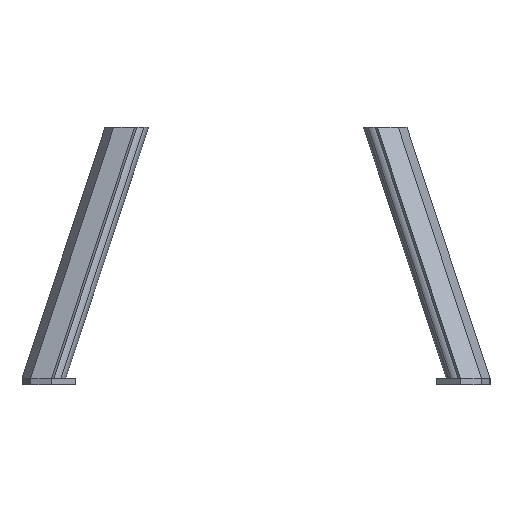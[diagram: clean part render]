
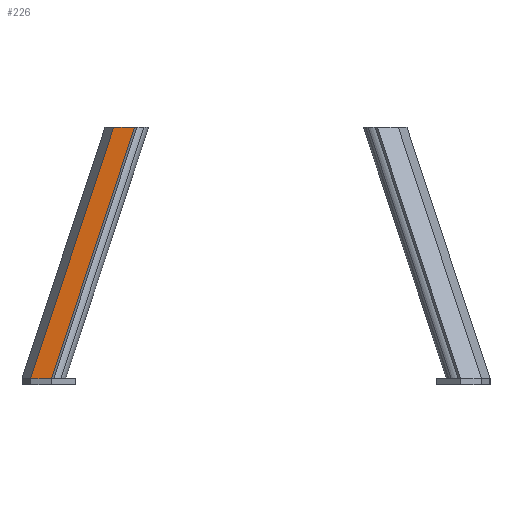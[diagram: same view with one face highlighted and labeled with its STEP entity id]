
A CAD part, left-side view. The second image highlights one B-rep face of the part: STEP entity #226.
In plain terms, the highlighted face is planar.
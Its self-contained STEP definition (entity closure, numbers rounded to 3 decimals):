
#62 = CARTESIAN_POINT ( 'NONE',  ( 1.055, 0., 10.387 ) ) ;
#136 = VECTOR ( 'NONE', #409, 1000. ) ;
#161 = VECTOR ( 'NONE', #236, 1000. ) ;
#221 = CARTESIAN_POINT ( 'NONE',  ( 1.055, 0., 10.387 ) ) ;
#226 = ADVANCED_FACE ( 'NONE', ( #323 ), #615, .F. ) ;
#229 = VERTEX_POINT ( 'NONE', #914 ) ;
#236 = DIRECTION ( 'NONE',  ( 0.383, 0., 0.924 ) ) ;
#283 = EDGE_CURVE ( 'NONE', #845, #686, #889, .T. ) ;
#323 = FACE_OUTER_BOUND ( 'NONE', #1158, .T. ) ;
#409 = DIRECTION ( 'NONE',  ( -0.423, -0.906, 0. ) ) ;
#485 = LINE ( 'NONE', #682, #1022 ) ;
#509 = CARTESIAN_POINT ( 'NONE',  ( -57.233, -125., 10.387 ) ) ;
#513 = DIRECTION ( 'NONE',  ( 0.848, -0.396, -0.351 ) ) ;
#603 = ORIENTED_EDGE ( 'NONE', *, *, #823, .F. ) ;
#615 = PLANE ( 'NONE',  #994 ) ;
#634 = ORIENTED_EDGE ( 'NONE', *, *, #1191, .T. ) ;
#656 = LINE ( 'NONE', #753, #1072 ) ;
#682 = CARTESIAN_POINT ( 'NONE',  ( -57.233, -125., 10.387 ) ) ;
#686 = VERTEX_POINT ( 'NONE', #509 ) ;
#712 = CARTESIAN_POINT ( 'NONE',  ( -61.536, -125., 0. ) ) ;
#753 = CARTESIAN_POINT ( 'NONE',  ( -3.247, 0., 0. ) ) ;
#800 = DIRECTION ( 'NONE',  ( 0.423, 0.906, 0. ) ) ;
#808 = VERTEX_POINT ( 'NONE', #712 ) ;
#813 = CARTESIAN_POINT ( 'NONE',  ( 1.055, 0., 10.387 ) ) ;
#823 = EDGE_CURVE ( 'NONE', #229, #845, #1087, .T. ) ;
#845 = VERTEX_POINT ( 'NONE', #910 ) ;
#889 = LINE ( 'NONE', #221, #136 ) ;
#910 = CARTESIAN_POINT ( 'NONE',  ( 1.055, 0., 10.387 ) ) ;
#914 = CARTESIAN_POINT ( 'NONE',  ( -3.247, 0., 0. ) ) ;
#924 = EDGE_CURVE ( 'NONE', #229, #808, #656, .T. ) ;
#994 = AXIS2_PLACEMENT_3D ( 'NONE', #62, #513, #800 ) ;
#1022 = VECTOR ( 'NONE', #1138, 1000. ) ;
#1028 = ORIENTED_EDGE ( 'NONE', *, *, #283, .F. ) ;
#1072 = VECTOR ( 'NONE', #1149, 1000. ) ;
#1087 = LINE ( 'NONE', #813, #161 ) ;
#1116 = ORIENTED_EDGE ( 'NONE', *, *, #924, .T. ) ;
#1138 = DIRECTION ( 'NONE',  ( 0.383, 0., 0.924 ) ) ;
#1149 = DIRECTION ( 'NONE',  ( -0.423, -0.906, 0. ) ) ;
#1158 = EDGE_LOOP ( 'NONE', ( #1028, #603, #1116, #634 ) ) ;
#1191 = EDGE_CURVE ( 'NONE', #808, #686, #485, .T. ) ;
